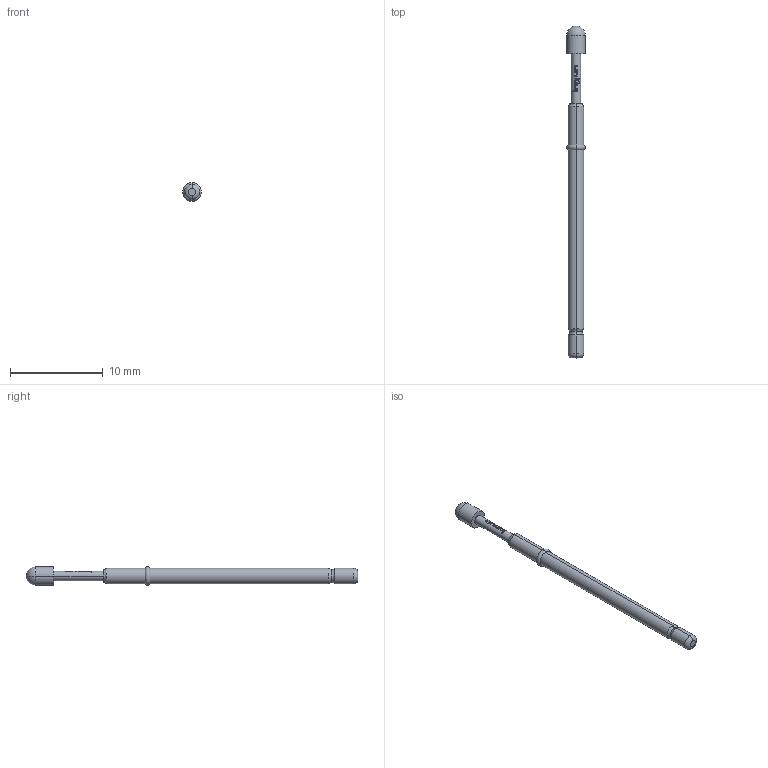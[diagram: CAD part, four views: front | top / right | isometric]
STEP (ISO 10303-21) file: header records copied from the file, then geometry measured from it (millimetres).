
FILE_DESCRIPTION (( 'STEP AP203' ), '1' );
FILE_NAME ('INGUN_GKS-112_305_200_A_xx05.STEP', '2022-01-12T12:11:48', ( 'ochi' ), ( '' ), 'SwSTEP 2.0', 'SolidWorks 2018', '' );
FILE_SCHEMA (( 'CONFIG_CONTROL_DESIGN' ));
Length unit declared in the file: millimetre
Products named in the file (1): INGUN_GKS-112_305_200_A_xx05
Bounding box: 2 x 35.7 x 2 mm (x, y, z)
Volume: 70.8 mm3; surface area: 182.9 mm2
Topology: 1 solids, 1 shells, 93 faces, 238 edges, 153 vertices
Faces by surface type: plane 41, bspline 24, cylinder 16, torus 10, sphere 2
Entity records: 3803 total; most frequent: CARTESIAN_POINT 1903, ORIENTED_EDGE 468, EDGE_CURVE 234, DIRECTION 226, B_SPLINE_CURVE_WITH_KNOTS 186, VERTEX_POINT 151, AXIS2_PLACEMENT_3D 108, EDGE_LOOP 101
